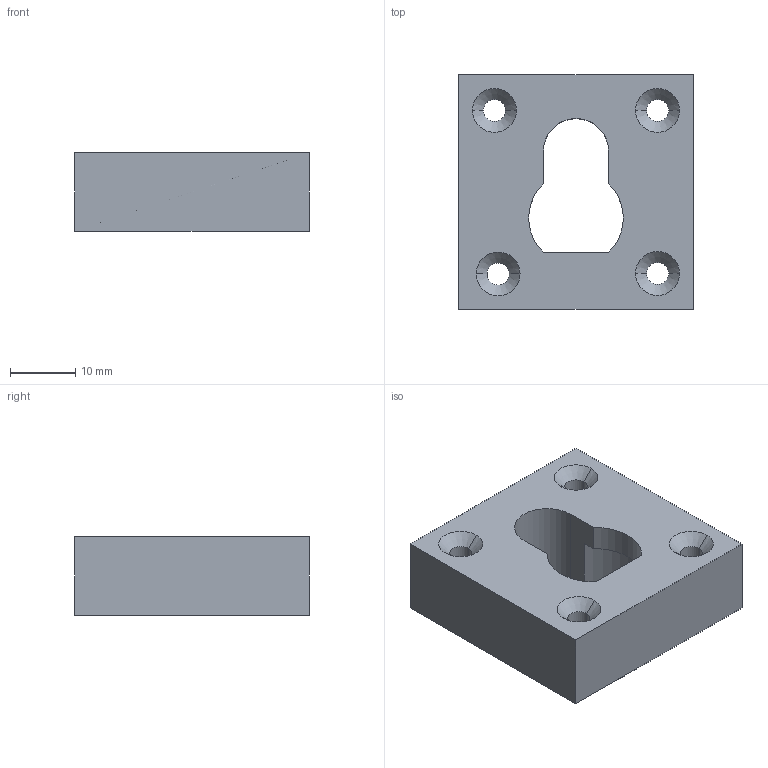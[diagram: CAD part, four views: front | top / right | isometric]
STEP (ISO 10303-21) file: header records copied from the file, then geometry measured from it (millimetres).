
FILE_DESCRIPTION (( 'STEP AP203' ), '1' );
FILE_NAME ('RailSpacer.STEP', '2025-02-12T23:25:46', ( '' ), ( '' ), 'SwSTEP 2.0', 'SolidWorks 2024', '' );
FILE_SCHEMA (( 'CONFIG_CONTROL_DESIGN' ));
Length unit declared in the file: millimetre
Products named in the file (1): RailSpacer
Bounding box: 36 x 36 x 12 mm (x, y, z)
Volume: 11732 mm3; surface area: 5045.3 mm2
Topology: 1 solids, 1 shells, 33 faces, 85 edges, 54 vertices
Faces by surface type: cylinder 15, plane 10, cone 8
Entity records: 1110 total; most frequent: DIRECTION 191, CARTESIAN_POINT 173, ORIENTED_EDGE 170, EDGE_CURVE 85, AXIS2_PLACEMENT_3D 72, VERTEX_POINT 54, VECTOR 47, LINE 47
